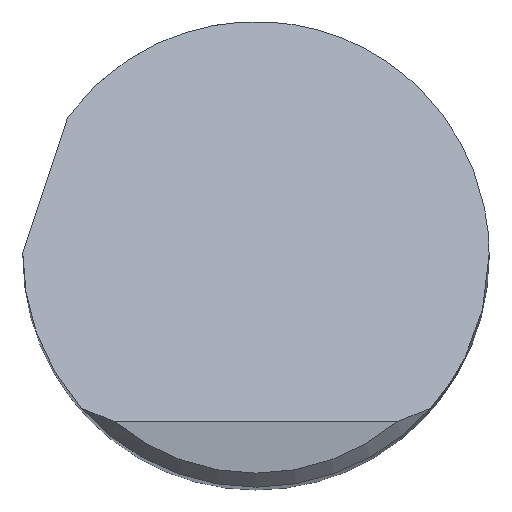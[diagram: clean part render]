
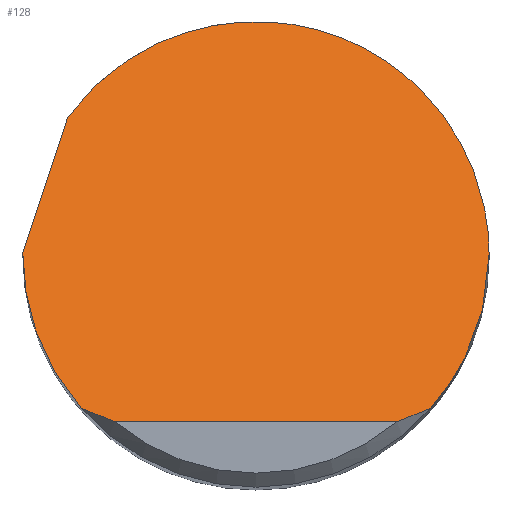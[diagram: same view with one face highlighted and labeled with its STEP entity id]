
A CAD part, top view. The second image highlights one B-rep face of the part: STEP entity #128.
In plain terms, the highlighted planar face has unit normal (0, 0.707, 0.707).
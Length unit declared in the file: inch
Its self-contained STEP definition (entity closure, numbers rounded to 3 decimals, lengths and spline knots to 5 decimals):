
#11 = CARTESIAN_POINT ( 'NONE',  ( 0.18782, -0.165, 2.485 ) ) ;
#15 = FACE_OUTER_BOUND ( 'NONE', #573, .T. ) ;
#18 = CARTESIAN_POINT ( 'NONE',  ( 0., -0.18, 2.5 ) ) ;
#33 = EDGE_CURVE ( 'NONE', #56, #347, #591, .T. ) ;
#39 =( BOUNDED_CURVE ( )  B_SPLINE_CURVE ( 3, ( #714, #203, #441, #662 ),
 .UNSPECIFIED., .F., .T. ) 
 B_SPLINE_CURVE_WITH_KNOTS ( ( 4, 4 ),
 ( 3.99157, 4.71239 ),
 .UNSPECIFIED. ) 
 CURVE ( )  GEOMETRIC_REPRESENTATION_ITEM ( )  RATIONAL_B_SPLINE_CURVE ( ( 1., 0.957, 0.957, 1. ) ) 
 REPRESENTATION_ITEM ( '' )  );
#40 = CARTESIAN_POINT ( 'NONE',  ( -0.25, 0., 2.32 ) ) ;
#56 = VERTEX_POINT ( 'NONE', #180 ) ;
#65 =( BOUNDED_CURVE ( )  B_SPLINE_CURVE ( 3, ( #467, #176, #687, #617 ),
 .UNSPECIFIED., .F., .T. ) 
 B_SPLINE_CURVE_WITH_KNOTS ( ( 4, 4 ),
 ( 1.5708, 2.29162 ),
 .UNSPECIFIED. ) 
 CURVE ( )  GEOMETRIC_REPRESENTATION_ITEM ( )  RATIONAL_B_SPLINE_CURVE ( ( 1., 0.957, 0.957, 1. ) ) 
 REPRESENTATION_ITEM ( '' )  );
#89 = ORIENTED_EDGE ( 'NONE', *, *, #390, .T. ) ;
#95 = ORIENTED_EDGE ( 'NONE', *, *, #622, .F. ) ;
#98 = VERTEX_POINT ( 'NONE', #580 ) ;
#109 = CARTESIAN_POINT ( 'NONE',  ( -0.24999, 0.002, 2.318 ) ) ;
#110 = CARTESIAN_POINT ( 'NONE',  ( -0.20198, 0.14732, 2.17268 ) ) ;
#122 = CARTESIAN_POINT ( 'NONE',  ( 0.25, 0., 2.32 ) ) ;
#128 = ADVANCED_FACE ( 'NONE', ( #15 ), #655, .F. ) ;
#137 = DIRECTION ( 'NONE',  ( 0., -0.707, -0.707 ) ) ;
#144 = EDGE_CURVE ( 'NONE', #304, #98, #400, .T. ) ;
#146 = CARTESIAN_POINT ( 'NONE',  ( -0.16367, -0.17542, 2.49542 ) ) ;
#161 = ORIENTED_EDGE ( 'NONE', *, *, #187, .F. ) ;
#176 = CARTESIAN_POINT ( 'NONE',  ( 0.25, -0.06141, 2.38141 ) ) ;
#180 = CARTESIAN_POINT ( 'NONE',  ( -0.24999, 0.002, 2.318 ) ) ;
#181 = ORIENTED_EDGE ( 'NONE', *, *, #33, .F. ) ;
#187 = EDGE_CURVE ( 'NONE', #304, #497, #39, .T. ) ;
#203 = CARTESIAN_POINT ( 'NONE',  ( -0.22834, -0.11887, 2.43887 ) ) ;
#236 = CARTESIAN_POINT ( 'NONE',  ( -0.25, 0.00133, 2.31867 ) ) ;
#246 = LINE ( 'NONE', #18, #741 ) ;
#253 = DIRECTION ( 'NONE',  ( 0., 0.707, -0.707 ) ) ;
#259 = CARTESIAN_POINT ( 'NONE',  ( -0.17589, -0.1704, 2.4904 ) ) ;
#270 = CARTESIAN_POINT ( 'NONE',  ( 0.15108, -0.18, 2.5 ) ) ;
#284 = ORIENTED_EDGE ( 'NONE', *, *, #302, .F. ) ;
#285 = CARTESIAN_POINT ( 'NONE',  ( -0.25, 0.00067, 2.31933 ) ) ;
#302 = EDGE_CURVE ( 'NONE', #402, #501, #65, .T. ) ;
#304 = VERTEX_POINT ( 'NONE', #408 ) ;
#317 = CARTESIAN_POINT ( 'NONE',  ( -0.25, 0., 2.32 ) ) ;
#330 = CARTESIAN_POINT ( 'NONE',  ( -0.02903, 0.38443, 1.93557 ) ) ;
#333 =( BOUNDED_CURVE ( )  B_SPLINE_CURVE ( 3, ( #619, #330, #559, #491 ),
 .UNSPECIFIED., .F., .T. ) 
 B_SPLINE_CURVE_WITH_KNOTS ( ( 4, 4 ),
 ( 5.34257, 7.85398 ),
 .UNSPECIFIED. ) 
 CURVE ( )  GEOMETRIC_REPRESENTATION_ITEM ( )  RATIONAL_B_SPLINE_CURVE ( ( 1., 0.54, 0.54, 1. ) ) 
 REPRESENTATION_ITEM ( '' )  );
#347 = VERTEX_POINT ( 'NONE', #110 ) ;
#386 = CARTESIAN_POINT ( 'NONE',  ( -0.25, -0.18, 2.5 ) ) ;
#390 = EDGE_CURVE ( 'NONE', #98, #663, #246, .T. ) ;
#400 = B_SPLINE_CURVE_WITH_KNOTS ( 'NONE', 3,
 ( #612, #259, #146, #723 ),
 .UNSPECIFIED., .F., .F.,
 ( 4, 4 ),
 ( 0., 0.00108 ),
 .UNSPECIFIED. ) ;
#402 = VERTEX_POINT ( 'NONE', #122 ) ;
#408 = CARTESIAN_POINT ( 'NONE',  ( -0.18782, -0.165, 2.485 ) ) ;
#412 = DIRECTION ( 'NONE',  ( 0.227, 0.689, -0.689 ) ) ;
#439 = VECTOR ( 'NONE', #412, 39.37008 ) ;
#441 = CARTESIAN_POINT ( 'NONE',  ( -0.25, -0.06141, 2.38141 ) ) ;
#452 = B_SPLINE_CURVE_WITH_KNOTS ( 'NONE', 3,
 ( #621, #738, #515, #582 ),
 .UNSPECIFIED., .F., .F.,
 ( 4, 4 ),
 ( 0., 0.00108 ),
 .UNSPECIFIED. ) ;
#467 = CARTESIAN_POINT ( 'NONE',  ( 0.25, 0., 2.32 ) ) ;
#491 = CARTESIAN_POINT ( 'NONE',  ( 0.25, 0., 2.32 ) ) ;
#497 = VERTEX_POINT ( 'NONE', #317 ) ;
#501 = VERTEX_POINT ( 'NONE', #11 ) ;
#503 = ORIENTED_EDGE ( 'NONE', *, *, #144, .T. ) ;
#509 = ORIENTED_EDGE ( 'NONE', *, *, #731, .F. ) ;
#515 = CARTESIAN_POINT ( 'NONE',  ( 0.17589, -0.1704, 2.4904 ) ) ;
#544 = ORIENTED_EDGE ( 'NONE', *, *, #711, .T. ) ;
#559 = CARTESIAN_POINT ( 'NONE',  ( 0.25, 0.29348, 2.02652 ) ) ;
#572 =( BOUNDED_CURVE ( )  B_SPLINE_CURVE ( 3, ( #40, #285, #236, #109 ),
 .UNSPECIFIED., .F., .T. ) 
 B_SPLINE_CURVE_WITH_KNOTS ( ( 4, 4 ),
 ( 4.71239, 4.72039 ),
 .UNSPECIFIED. ) 
 CURVE ( )  GEOMETRIC_REPRESENTATION_ITEM ( )  RATIONAL_B_SPLINE_CURVE ( ( 1., 1., 1., 1. ) ) 
 REPRESENTATION_ITEM ( '' )  );
#573 = EDGE_LOOP ( 'NONE', ( #89, #544, #284, #95, #181, #509, #161, #503 ) ) ;
#580 = CARTESIAN_POINT ( 'NONE',  ( -0.15108, -0.18, 2.5 ) ) ;
#582 = CARTESIAN_POINT ( 'NONE',  ( 0.18782, -0.165, 2.485 ) ) ;
#591 = LINE ( 'NONE', #698, #439 ) ;
#592 = AXIS2_PLACEMENT_3D ( 'NONE', #386, #137, #253 ) ;
#612 = CARTESIAN_POINT ( 'NONE',  ( -0.18782, -0.165, 2.485 ) ) ;
#617 = CARTESIAN_POINT ( 'NONE',  ( 0.18782, -0.165, 2.485 ) ) ;
#619 = CARTESIAN_POINT ( 'NONE',  ( -0.20198, 0.14732, 2.17268 ) ) ;
#621 = CARTESIAN_POINT ( 'NONE',  ( 0.15108, -0.18, 2.5 ) ) ;
#622 = EDGE_CURVE ( 'NONE', #347, #402, #333, .T. ) ;
#655 = PLANE ( 'NONE',  #592 ) ;
#658 = DIRECTION ( 'NONE',  ( 1., 0., 0. ) ) ;
#662 = CARTESIAN_POINT ( 'NONE',  ( -0.25, 0., 2.32 ) ) ;
#663 = VERTEX_POINT ( 'NONE', #270 ) ;
#687 = CARTESIAN_POINT ( 'NONE',  ( 0.22834, -0.11887, 2.43887 ) ) ;
#698 = CARTESIAN_POINT ( 'NONE',  ( -0.30701, -0.17058, 2.49058 ) ) ;
#711 = EDGE_CURVE ( 'NONE', #663, #501, #452, .T. ) ;
#714 = CARTESIAN_POINT ( 'NONE',  ( -0.18782, -0.165, 2.485 ) ) ;
#723 = CARTESIAN_POINT ( 'NONE',  ( -0.15108, -0.18, 2.5 ) ) ;
#731 = EDGE_CURVE ( 'NONE', #497, #56, #572, .T. ) ;
#738 = CARTESIAN_POINT ( 'NONE',  ( 0.16367, -0.17542, 2.49542 ) ) ;
#741 = VECTOR ( 'NONE', #658, 39.37008 ) ;
